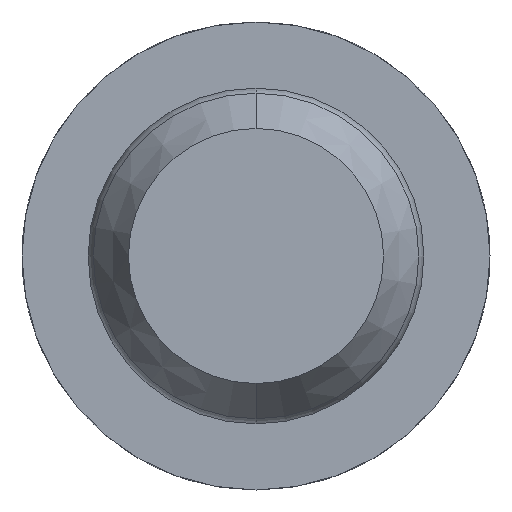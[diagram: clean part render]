
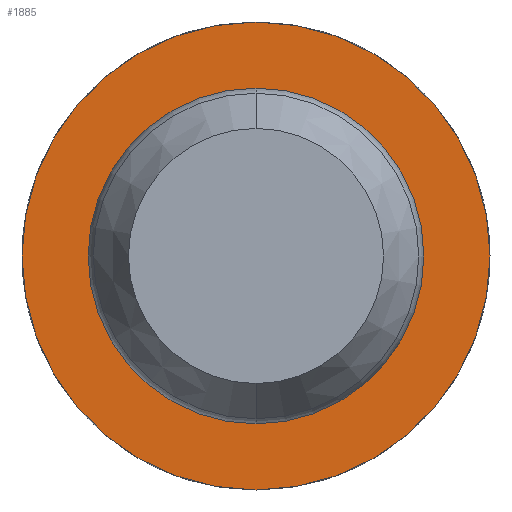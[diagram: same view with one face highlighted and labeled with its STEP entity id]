
A CAD part, front view. The second image highlights one B-rep face of the part: STEP entity #1885.
In plain terms, the highlighted planar face has unit normal (0, -1, 0).
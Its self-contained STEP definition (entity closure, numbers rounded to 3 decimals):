
#116 = AXIS2_PLACEMENT_3D ( 'NONE', #3050, #5302, #4854 ) ;
#208 = FACE_BOUND ( 'NONE', #3725, .T. ) ;
#385 = EDGE_CURVE ( 'Defeature ausgef�hrt3_75+Defeature ausgef�hrt3_76+Defeature ausgef�hrt3_76+Defeature ausgef�hrt3_76', #1740, #4451, #3208, .T. ) ;
#540 = DIRECTION ( 'NONE',  ( 0., 0., 1. ) ) ;
#689 = CARTESIAN_POINT ( 'NONE',  ( 0., -10.5, -0.825 ) ) ;
#867 = EDGE_CURVE ( 'Defeature ausgef�hrt3_74+Defeature ausgef�hrt3_75+Defeature ausgef�hrt3_75+Defeature ausgef�hrt3_75', #4016, #2546, #4581, .T. ) ;
#1113 = CARTESIAN_POINT ( 'NONE',  ( 0., -10.5, 1.15 ) ) ;
#1344 = CIRCLE ( 'NONE', #116, 0.825 ) ;
#1544 = CARTESIAN_POINT ( 'NONE',  ( 0., -10.5, -1.15 ) ) ;
#1740 = VERTEX_POINT ( 'NONE', #2245 ) ;
#1861 = DIRECTION ( 'NONE',  ( 0., 1., 0. ) ) ;
#1885 = ADVANCED_FACE ( 'Defeature ausgef�hrt3_75', ( #2582, #208 ), #4101, .F. ) ;
#1902 = DIRECTION ( 'NONE',  ( 0., 0., 1. ) ) ;
#2007 = EDGE_LOOP ( 'NONE', ( #5299, #2809 ) ) ;
#2060 = DIRECTION ( 'NONE',  ( 0., 1., 0. ) ) ;
#2097 = AXIS2_PLACEMENT_3D ( 'NONE', #3817, #2060, #5187 ) ;
#2245 = CARTESIAN_POINT ( 'NONE',  ( 0., -10.5, 0.825 ) ) ;
#2261 = EDGE_CURVE ( 'Defeature ausgef�hrt3_74+Defeature ausgef�hrt3_75+Defeature ausgef�hrt3_75+Defeature ausgef�hrt3_75', #2546, #4016, #5685, .T. ) ;
#2511 = ORIENTED_EDGE ( 'NONE', *, *, #3168, .T. ) ;
#2546 = VERTEX_POINT ( 'NONE', #1544 ) ;
#2573 = DIRECTION ( 'NONE',  ( 0., 1., 0. ) ) ;
#2582 = FACE_OUTER_BOUND ( 'NONE', #2007, .T. ) ;
#2809 = ORIENTED_EDGE ( 'NONE', *, *, #2261, .F. ) ;
#3050 = CARTESIAN_POINT ( 'NONE',  ( 0., -10.5, 0. ) ) ;
#3061 = DIRECTION ( 'NONE',  ( 0., 0., 1. ) ) ;
#3168 = EDGE_CURVE ( 'Defeature ausgef�hrt3_75+Defeature ausgef�hrt3_76+Defeature ausgef�hrt3_76+Defeature ausgef�hrt3_76', #4451, #1740, #1344, .T. ) ;
#3208 = CIRCLE ( 'NONE', #2097, 0.825 ) ;
#3465 = CARTESIAN_POINT ( 'NONE',  ( 0., -10.5, 0. ) ) ;
#3550 = AXIS2_PLACEMENT_3D ( 'NONE', #3465, #2573, #3061 ) ;
#3725 = EDGE_LOOP ( 'NONE', ( #5772, #2511 ) ) ;
#3817 = CARTESIAN_POINT ( 'NONE',  ( 0., -10.5, 0. ) ) ;
#3973 = AXIS2_PLACEMENT_3D ( 'NONE', #4086, #4566, #540 ) ;
#4016 = VERTEX_POINT ( 'NONE', #1113 ) ;
#4086 = CARTESIAN_POINT ( 'NONE',  ( 1.15, -10.5, 0. ) ) ;
#4101 = PLANE ( 'NONE',  #3973 ) ;
#4160 = CARTESIAN_POINT ( 'NONE',  ( 0., -10.5, 0. ) ) ;
#4451 = VERTEX_POINT ( 'NONE', #689 ) ;
#4566 = DIRECTION ( 'NONE',  ( 0., 1., 0. ) ) ;
#4581 = CIRCLE ( 'NONE', #5186, 1.15 ) ;
#4854 = DIRECTION ( 'NONE',  ( 0., 0., 1. ) ) ;
#5186 = AXIS2_PLACEMENT_3D ( 'NONE', #4160, #1861, #1902 ) ;
#5187 = DIRECTION ( 'NONE',  ( 0., 0., 1. ) ) ;
#5299 = ORIENTED_EDGE ( 'NONE', *, *, #867, .F. ) ;
#5302 = DIRECTION ( 'NONE',  ( 0., 1., 0. ) ) ;
#5685 = CIRCLE ( 'NONE', #3550, 1.15 ) ;
#5772 = ORIENTED_EDGE ( 'NONE', *, *, #385, .T. ) ;
